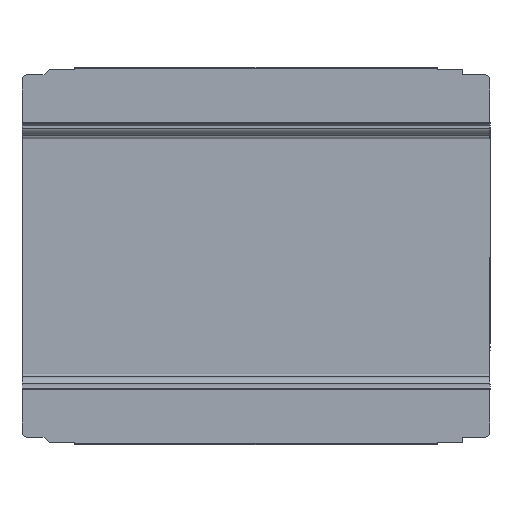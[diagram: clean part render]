
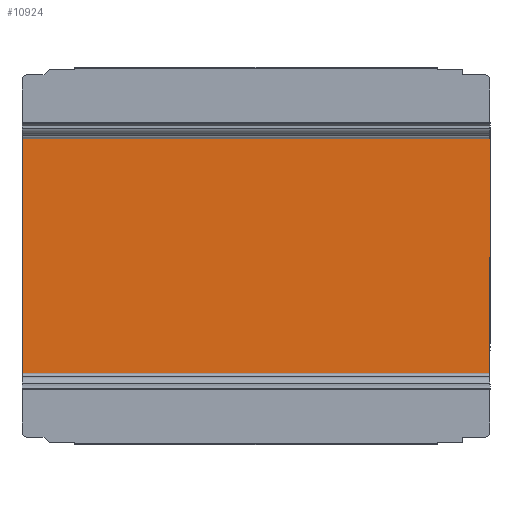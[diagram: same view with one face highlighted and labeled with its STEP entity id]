
A CAD part, front view. The second image highlights one B-rep face of the part: STEP entity #10924.
In plain terms, the highlighted planar face has unit normal (0, -1, 0).
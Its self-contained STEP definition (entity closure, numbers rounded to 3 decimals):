
#108 = EDGE_CURVE ( 'NONE', #25055, #25072, #23246, .T. ) ;
#438 = AXIS2_PLACEMENT_3D ( 'NONE', #26979, #26954, #26953 ) ;
#3668 = LINE ( 'NONE', #11476, #3676 ) ;
#3676 = VECTOR ( 'NONE', #11480, 1000. ) ;
#3718 = LINE ( 'NONE', #11544, #3719 ) ;
#3719 = VECTOR ( 'NONE', #11545, 1000. ) ;
#3720 = LINE ( 'NONE', #11546, #3721 ) ;
#3721 = VECTOR ( 'NONE', #11547, 1000. ) ;
#8187 = FACE_OUTER_BOUND ( 'NONE', #23309, .T. ) ;
#10924 = ADVANCED_FACE ( 'NONE', ( #8187 ), #27026, .F. ) ;
#11476 = CARTESIAN_POINT ( 'NONE',  ( -87.2, 9.8, -21. ) ) ;
#11480 = DIRECTION ( 'NONE',  ( 0., 0., -1. ) ) ;
#11544 = CARTESIAN_POINT ( 'NONE',  ( -12.8, 9.8, -21. ) ) ;
#11545 = DIRECTION ( 'NONE',  ( 0., 0., 1. ) ) ;
#11546 = CARTESIAN_POINT ( 'NONE',  ( -87.2, 9.8, 20.369 ) ) ;
#11547 = DIRECTION ( 'NONE',  ( 1., 0., 0. ) ) ;
#12685 = EDGE_CURVE ( 'NONE', #25597, #25055, #3668, .T. ) ;
#12728 = EDGE_CURVE ( 'NONE', #25072, #25599, #3718, .T. ) ;
#12729 = EDGE_CURVE ( 'NONE', #25597, #25599, #3720, .T. ) ;
#15087 = ORIENTED_EDGE ( 'NONE', *, *, #12728, .T. ) ;
#15088 = ORIENTED_EDGE ( 'NONE', *, *, #12729, .F. ) ;
#15089 = ORIENTED_EDGE ( 'NONE', *, *, #12685, .T. ) ;
#15090 = ORIENTED_EDGE ( 'NONE', *, *, #108, .T. ) ;
#16524 = CARTESIAN_POINT ( 'NONE',  ( -87.2, 9.8, -20.369 ) ) ;
#16535 = DIRECTION ( 'NONE',  ( 1., 0., 0. ) ) ;
#22541 = CARTESIAN_POINT ( 'NONE',  ( -87.2, 9.8, 20.369 ) ) ;
#22543 = CARTESIAN_POINT ( 'NONE',  ( -12.8, 9.8, 20.369 ) ) ;
#23244 = VECTOR ( 'NONE', #16535, 1000. ) ;
#23246 = LINE ( 'NONE', #16524, #23244 ) ;
#23309 = EDGE_LOOP ( 'NONE', ( #15087, #15088, #15089, #15090 ) ) ;
#24525 = CARTESIAN_POINT ( 'NONE',  ( -87.2, 9.8, -20.369 ) ) ;
#24542 = CARTESIAN_POINT ( 'NONE',  ( -12.8, 9.8, -20.369 ) ) ;
#25055 = VERTEX_POINT ( 'NONE', #24525 ) ;
#25072 = VERTEX_POINT ( 'NONE', #24542 ) ;
#25597 = VERTEX_POINT ( 'NONE', #22541 ) ;
#25599 = VERTEX_POINT ( 'NONE', #22543 ) ;
#26953 = DIRECTION ( 'NONE',  ( 0., 0., 1. ) ) ;
#26954 = DIRECTION ( 'NONE',  ( 0., 1., 0. ) ) ;
#26979 = CARTESIAN_POINT ( 'NONE',  ( -45.5, 9.8, 11.5 ) ) ;
#27026 = PLANE ( 'NONE',  #438 ) ;
